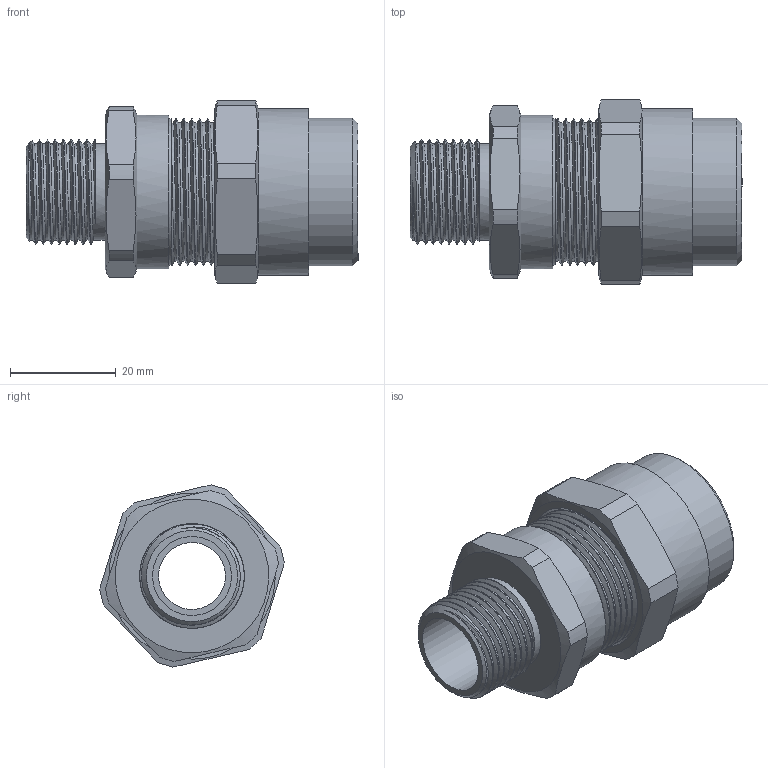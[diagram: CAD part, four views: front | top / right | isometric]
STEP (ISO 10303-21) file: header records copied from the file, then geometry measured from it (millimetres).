
FILE_DESCRIPTION(/* description */ ('RNC Schlauchverschraubung M 20x1,5 / M 20x1,5'),/* implementation_level */ '2;1');
FILE_NAME(/* name */ 'RNC20KNP2020-RST.stp',/* time_stamp */ '2022-02-21T09:36:06+01:00',/* author */ ('sl'),/* organization */ (''),/* preprocessor_version */ 'ST-DEVELOPER v16.5',/* originating_system */ 'Autodesk Inventor 2017',/* authorisation */ '');
FILE_SCHEMA (('AUTOMOTIVE_DESIGN { 1 0 10303 214 3 1 1 }'));
Length unit declared in the file: millimetre
Products named in the file (5): RNC20KNP2020; RNC20KNP2020_1; RNC20KNP2020_2; RNC20KNP2020_3; RNC20KNP2020_4
Assembly tree (4 placements, depth 2):
  RNC20KNP2020
    RNC20KNP2020_1
    RNC20KNP2020_2
    RNC20KNP2020_3
    RNC20KNP2020_4
Bounding box: 62.88 x 34.95 x 34.54 mm (x, y, z)
Volume: 24406.5 mm3; surface area: 18890.2 mm2
Topology: 4 solids, 4 shells, 100 faces, 246 edges, 161 vertices
Faces by surface type: cylinder 40, plane 35, cone 14, bspline 8, torus 3
Full cylindrical faces by diameter (mm): 12.68 x1, 14.96 x1, 18.298 x8, 23.6 x1, 23.65 x1, 23.9 x1, 25.94 x1, 26.2 x1, 27.75 x8, 28 x1, 29.09 x1, 31.52 x1
Entity records: 8390 total; most frequent: CARTESIAN_POINT 6575, DIRECTION 350, ORIENTED_EDGE 316, AXIS2_PLACEMENT_3D 163, EDGE_CURVE 158, EDGE_LOOP 128, VERTEX_POINT 118, FACE_OUTER_BOUND 84
